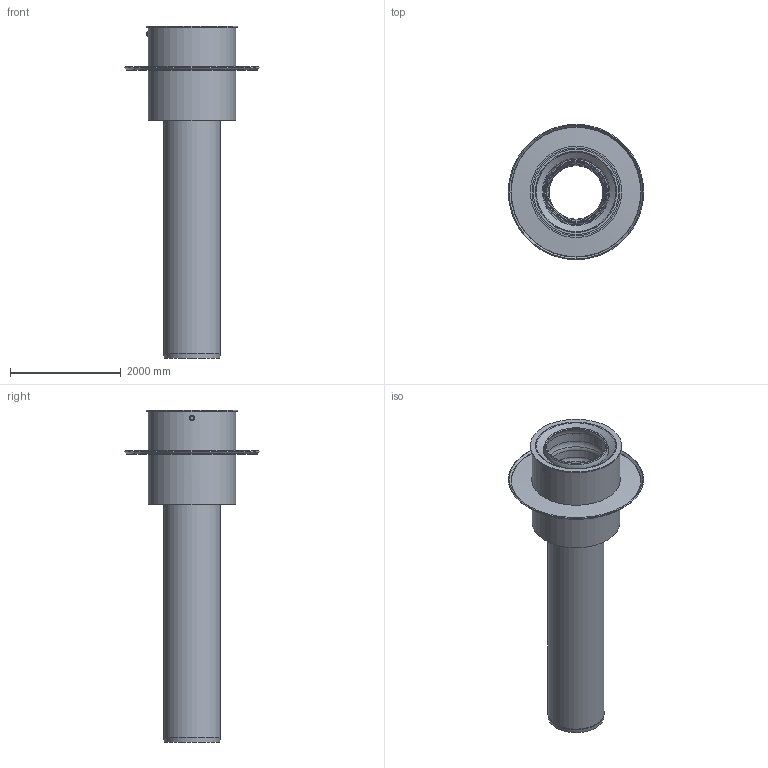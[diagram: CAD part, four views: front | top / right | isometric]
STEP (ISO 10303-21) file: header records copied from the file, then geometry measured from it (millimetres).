
FILE_DESCRIPTION(/* description */ (''),/* implementation_level */ '2;1');
FILE_NAME(/* name */ '19481.100X_3D.stp',/* time_stamp */ '2024-12-12T07:54:00+01:00',/* author */ ('CAD'),/* organization */ (''),/* preprocessor_version */ 'ST-DEVELOPER v20',/* originating_system */ 'AutoCAD Mechanical',/* authorisation */ '');
FILE_SCHEMA (('AUTOMOTIVE_DESIGN { 1 0 10303 214 3 1 1 }'));
Length unit declared in the file: centimetre
Products named in the file (2): Product; *S0
Assembly tree (1 placements, depth 2):
  Product
    *S0
Bounding box: 2450 x 2450 x 6000 mm (x, y, z)
Volume: 2250126510.9 mm3; surface area: 79463408.1 mm2
Topology: 7 solids, 7 shells, 77 faces, 189 edges, 124 vertices
Faces by surface type: torus 27, cone 19, cylinder 18, plane 13
Full cylindrical faces by diameter (mm): 60 x2, 67 x1, 980 x1, 1020 x2, 1060 x1, 1100 x2, 1180 x2, 1540 x2, 1590 x1, 1650 x1
Entity records: 2711 total; most frequent: CARTESIAN_POINT 696, DIRECTION 470, ORIENTED_EDGE 376, AXIS2_PLACEMENT_3D 216, EDGE_CURVE 188, CIRCLE 136, VERTEX_POINT 122, EDGE_LOOP 88
